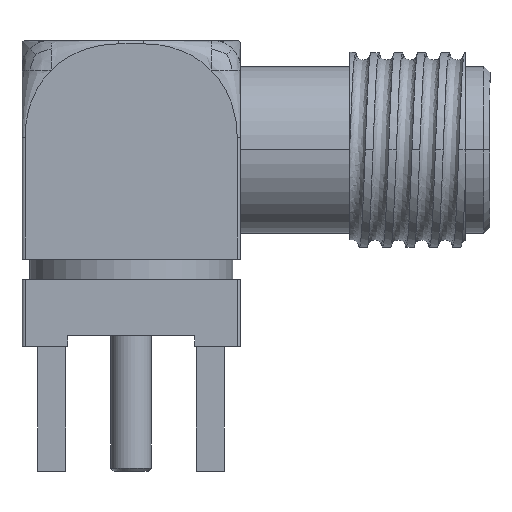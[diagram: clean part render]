
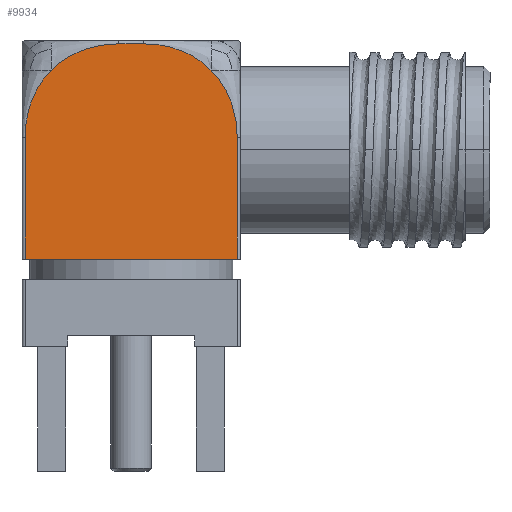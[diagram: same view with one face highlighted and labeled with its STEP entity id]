
A CAD part, left-side view. The second image highlights one B-rep face of the part: STEP entity #9934.
In plain terms, the highlighted planar face has unit normal (-1, 0, 0).
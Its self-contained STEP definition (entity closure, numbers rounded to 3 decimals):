
#76 = VECTOR ( 'NONE', #3610, 1000. ) ;
#143 = DIRECTION ( 'NONE',  ( 0., 1., 0. ) ) ;
#194 = B_SPLINE_CURVE_WITH_KNOTS ( 'NONE', 3,
 ( #13379, #11394, #20179, #21828, #8042, #6321, #20427, #7586, #9408, #18221 ),
 .UNSPECIFIED., .F., .F.,
 ( 4, 1, 1, 2, 2, 4 ),
 ( 0., 0.25, 0.375, 0.438, 0.5, 1. ),
 .UNSPECIFIED. ) ;
#591 = VERTEX_POINT ( 'NONE', #18044 ) ;
#889 = CARTESIAN_POINT ( 'NONE',  ( -3.5, 0.6, 7.9 ) ) ;
#1535 = CARTESIAN_POINT ( 'NONE',  ( -3.5, 7.101, 9.288 ) ) ;
#1628 = EDGE_LOOP ( 'NONE', ( #18749, #12753, #5142, #2814, #2260, #9550, #1886, #4298 ) ) ;
#1690 = AXIS2_PLACEMENT_3D ( 'NONE', #21315, #20027, #10887 ) ;
#1693 = CARTESIAN_POINT ( 'NONE',  ( -3.5, 7.4, 11. ) ) ;
#1886 = ORIENTED_EDGE ( 'NONE', *, *, #11470, .T. ) ;
#1984 = CARTESIAN_POINT ( 'NONE',  ( -3.5, 7.4, 7.9 ) ) ;
#2148 = CARTESIAN_POINT ( 'NONE',  ( -3.5, 5.421, 10.746 ) ) ;
#2260 = ORIENTED_EDGE ( 'NONE', *, *, #18855, .T. ) ;
#2635 = CARTESIAN_POINT ( 'NONE',  ( -3.5, 0.628, 8.43 ) ) ;
#2814 = ORIENTED_EDGE ( 'NONE', *, *, #7649, .T. ) ;
#3610 = DIRECTION ( 'NONE',  ( 0., 0., 1. ) ) ;
#4018 = EDGE_CURVE ( 'NONE', #12057, #16026, #12721, .T. ) ;
#4298 = ORIENTED_EDGE ( 'NONE', *, *, #11180, .T. ) ;
#4686 = CARTESIAN_POINT ( 'NONE',  ( -3.5, 0.965, 9.474 ) ) ;
#5060 = DIRECTION ( 'NONE',  ( 0., 1., 0. ) ) ;
#5142 = ORIENTED_EDGE ( 'NONE', *, *, #9760, .T. ) ;
#5610 = CARTESIAN_POINT ( 'NONE',  ( -3.5, 4.93, 10.872 ) ) ;
#6126 = VERTEX_POINT ( 'NONE', #18504 ) ;
#6137 = B_SPLINE_CURVE_WITH_KNOTS ( 'NONE', 3,
 ( #889, #6524, #2635, #13124, #18653, #9851, #6181, #4686, #10089, #20634 ),
 .UNSPECIFIED., .F., .F.,
 ( 4, 1, 1, 2, 2, 4 ),
 ( 0., 0.25, 0.375, 0.437, 0.5, 1. ),
 .UNSPECIFIED. ) ;
#6181 = CARTESIAN_POINT ( 'NONE',  ( -3.5, 0.804, 9.065 ) ) ;
#6229 = CARTESIAN_POINT ( 'NONE',  ( -3.5, 0.6, 7.9 ) ) ;
#6321 = CARTESIAN_POINT ( 'NONE',  ( -3.5, 2.3, 10.641 ) ) ;
#6524 = CARTESIAN_POINT ( 'NONE',  ( -3.5, 0.6, 8.117 ) ) ;
#6637 = VERTEX_POINT ( 'NONE', #20342 ) ;
#6700 = CARTESIAN_POINT ( 'NONE',  ( -3.5, 6.872, 9.705 ) ) ;
#6961 = EDGE_CURVE ( 'NONE', #12057, #14285, #15980, .T. ) ;
#7586 = CARTESIAN_POINT ( 'NONE',  ( -3.5, 2.763, 10.826 ) ) ;
#7649 = EDGE_CURVE ( 'NONE', #591, #16777, #194, .T. ) ;
#7800 = EDGE_CURVE ( 'NONE', #6637, #6126, #21996, .T. ) ;
#8042 = CARTESIAN_POINT ( 'NONE',  ( -3.5, 2.212, 10.601 ) ) ;
#8703 = CARTESIAN_POINT ( 'NONE',  ( -3.5, 5.974, 10.535 ) ) ;
#9147 = CARTESIAN_POINT ( 'NONE',  ( -3.5, 5.516, 10.714 ) ) ;
#9408 = CARTESIAN_POINT ( 'NONE',  ( -3.5, 3.166, 10.9 ) ) ;
#9550 = ORIENTED_EDGE ( 'NONE', *, *, #7800, .T. ) ;
#9760 = EDGE_CURVE ( 'NONE', #16026, #591, #6137, .T. ) ;
#9851 = CARTESIAN_POINT ( 'NONE',  ( -3.5, 0.786, 9.016 ) ) ;
#9934 = ADVANCED_FACE ( 'NONE', ( #17609 ), #17266, .F. ) ;
#10089 = CARTESIAN_POINT ( 'NONE',  ( -3.5, 1.172, 9.79 ) ) ;
#10224 = CARTESIAN_POINT ( 'NONE',  ( -3.5, 7.4, 7.9 ) ) ;
#10887 = DIRECTION ( 'NONE',  ( 0., 0., 1. ) ) ;
#10907 = CARTESIAN_POINT ( 'NONE',  ( -3.5, 4.617, 10.9 ) ) ;
#11180 = EDGE_CURVE ( 'NONE', #12033, #14285, #13607, .T. ) ;
#11394 = CARTESIAN_POINT ( 'NONE',  ( -3.5, 1.575, 10.193 ) ) ;
#11470 = EDGE_CURVE ( 'NONE', #6126, #12033, #16520, .T. ) ;
#11838 = DIRECTION ( 'NONE',  ( 0., 0., -1. ) ) ;
#12015 = CARTESIAN_POINT ( 'NONE',  ( -3.5, 7.039, 9.418 ) ) ;
#12033 = VERTEX_POINT ( 'NONE', #10224 ) ;
#12057 = VERTEX_POINT ( 'NONE', #19931 ) ;
#12190 = CARTESIAN_POINT ( 'NONE',  ( -3.5, 6.559, 10.059 ) ) ;
#12437 = CARTESIAN_POINT ( 'NONE',  ( -3.5, 0.5, 10.9 ) ) ;
#12644 = CARTESIAN_POINT ( 'NONE',  ( -3.5, 5.277, 10.791 ) ) ;
#12721 = LINE ( 'NONE', #14112, #76 ) ;
#12753 = ORIENTED_EDGE ( 'NONE', *, *, #4018, .T. ) ;
#13124 = CARTESIAN_POINT ( 'NONE',  ( -3.5, 0.709, 8.777 ) ) ;
#13379 = CARTESIAN_POINT ( 'NONE',  ( -3.5, 1.441, 10.059 ) ) ;
#13607 = LINE ( 'NONE', #1693, #16790 ) ;
#13874 = CARTESIAN_POINT ( 'NONE',  ( -3.5, 7.326, 8.737 ) ) ;
#14112 = CARTESIAN_POINT ( 'NONE',  ( -3.5, 0.6, 11. ) ) ;
#14210 = CARTESIAN_POINT ( 'NONE',  ( -3.5, 6.693, 9.925 ) ) ;
#14285 = VERTEX_POINT ( 'NONE', #18128 ) ;
#14491 = CARTESIAN_POINT ( 'NONE',  ( -3.5, 5.565, 10.696 ) ) ;
#15534 = VECTOR ( 'NONE', #5060, 1000. ) ;
#15609 = CARTESIAN_POINT ( 'NONE',  ( -3.5, 7.16, 9.157 ) ) ;
#15723 = CARTESIAN_POINT ( 'NONE',  ( -3.5, 6.559, 10.059 ) ) ;
#15980 = LINE ( 'NONE', #18061, #16343 ) ;
#16026 = VERTEX_POINT ( 'NONE', #6229 ) ;
#16115 = CARTESIAN_POINT ( 'NONE',  ( -3.5, 4.4, 10.9 ) ) ;
#16343 = VECTOR ( 'NONE', #143, 1000. ) ;
#16520 = B_SPLINE_CURVE_WITH_KNOTS ( 'NONE', 3,
 ( #15723, #14210, #6700, #12015, #1535, #21282, #15609, #13874, #19051, #1984 ),
 .UNSPECIFIED., .F., .F.,
 ( 4, 1, 1, 2, 2, 4 ),
 ( 0., 0.25, 0.375, 0.438, 0.5, 1. ),
 .UNSPECIFIED. ) ;
#16777 = VERTEX_POINT ( 'NONE', #19489 ) ;
#16790 = VECTOR ( 'NONE', #11838, 1000. ) ;
#17266 = PLANE ( 'NONE',  #1690 ) ;
#17509 = CARTESIAN_POINT ( 'NONE',  ( -3.5, 6.29, 10.328 ) ) ;
#17609 = FACE_OUTER_BOUND ( 'NONE', #1628, .T. ) ;
#18044 = CARTESIAN_POINT ( 'NONE',  ( -3.5, 1.441, 10.059 ) ) ;
#18061 = CARTESIAN_POINT ( 'NONE',  ( -3.5, 0.5, 4. ) ) ;
#18128 = CARTESIAN_POINT ( 'NONE',  ( -3.5, 7.4, 4. ) ) ;
#18221 = CARTESIAN_POINT ( 'NONE',  ( -3.5, 3.6, 10.9 ) ) ;
#18504 = CARTESIAN_POINT ( 'NONE',  ( -3.5, 6.559, 10.059 ) ) ;
#18653 = CARTESIAN_POINT ( 'NONE',  ( -3.5, 0.754, 8.921 ) ) ;
#18749 = ORIENTED_EDGE ( 'NONE', *, *, #6961, .F. ) ;
#18855 = EDGE_CURVE ( 'NONE', #16777, #6637, #20892, .T. ) ;
#19051 = CARTESIAN_POINT ( 'NONE',  ( -3.5, 7.4, 8.334 ) ) ;
#19489 = CARTESIAN_POINT ( 'NONE',  ( -3.5, 3.6, 10.9 ) ) ;
#19931 = CARTESIAN_POINT ( 'NONE',  ( -3.5, 0.6, 4. ) ) ;
#20027 = DIRECTION ( 'NONE',  ( 1., 0., 0. ) ) ;
#20179 = CARTESIAN_POINT ( 'NONE',  ( -3.5, 1.795, 10.372 ) ) ;
#20342 = CARTESIAN_POINT ( 'NONE',  ( -3.5, 4.4, 10.9 ) ) ;
#20427 = CARTESIAN_POINT ( 'NONE',  ( -3.5, 2.343, 10.66 ) ) ;
#20634 = CARTESIAN_POINT ( 'NONE',  ( -3.5, 1.441, 10.059 ) ) ;
#20892 = LINE ( 'NONE', #12437, #15534 ) ;
#21282 = CARTESIAN_POINT ( 'NONE',  ( -3.5, 7.141, 9.2 ) ) ;
#21315 = CARTESIAN_POINT ( 'NONE',  ( -3.5, 0.5, 11. ) ) ;
#21828 = CARTESIAN_POINT ( 'NONE',  ( -3.5, 2.082, 10.539 ) ) ;
#21996 = B_SPLINE_CURVE_WITH_KNOTS ( 'NONE', 3,
 ( #16115, #10907, #5610, #12644, #2148, #9147, #14491, #8703, #17509, #12190 ),
 .UNSPECIFIED., .F., .F.,
 ( 4, 1, 1, 2, 2, 4 ),
 ( 0., 0.25, 0.375, 0.437, 0.5, 1. ),
 .UNSPECIFIED. ) ;
